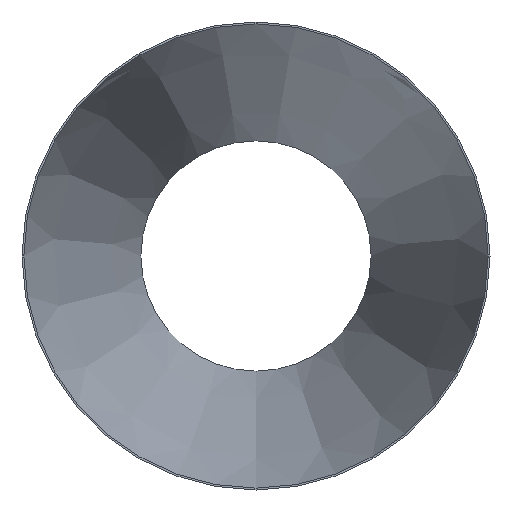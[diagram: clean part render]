
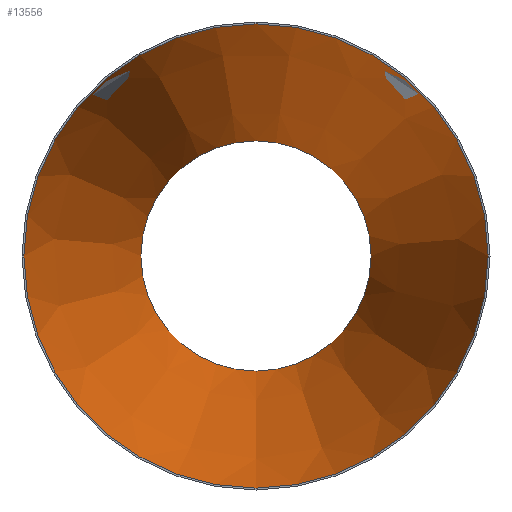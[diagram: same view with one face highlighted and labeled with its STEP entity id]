
A CAD part, front view. The second image highlights one B-rep face of the part: STEP entity #13556.
In plain terms, the highlighted conical face has half-angle 14.036 degrees and reference radius 251.938 mm.
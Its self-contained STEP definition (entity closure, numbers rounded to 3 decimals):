
#318 = AXIS2_PLACEMENT_3D ( 'NONE', #32830, #42958, #8471 ) ;
#418 = FACE_BOUND ( 'NONE', #13612, .T. ) ;
#6043 = VERTEX_POINT ( 'NONE', #25714 ) ;
#7500 = CARTESIAN_POINT ( 'NONE',  ( 0., 0., 0. ) ) ;
#8471 = DIRECTION ( 'NONE',  ( 0., 0., -1. ) ) ;
#8916 = VERTEX_POINT ( 'NONE', #22404 ) ;
#11951 = CONICAL_SURFACE ( 'NONE', #13048, 251.938, 0.245 ) ;
#13048 = AXIS2_PLACEMENT_3D ( 'NONE', #7500, #17449, #37357 ) ;
#13556 = ADVANCED_FACE ( 'NONE', ( #418, #27407 ), #11951, .F. ) ;
#13612 = EDGE_LOOP ( 'NONE', ( #19303 ) ) ;
#17449 = DIRECTION ( 'NONE',  ( 0., -1., 0. ) ) ;
#18740 = ORIENTED_EDGE ( 'NONE', *, *, #38425, .T. ) ;
#19303 = ORIENTED_EDGE ( 'NONE', *, *, #43619, .F. ) ;
#20384 = DIRECTION ( 'NONE',  ( 0., -1., 0. ) ) ;
#22404 = CARTESIAN_POINT ( 'NONE',  ( 0., 508., -124.938 ) ) ;
#24224 = AXIS2_PLACEMENT_3D ( 'NONE', #38257, #20384, #27676 ) ;
#25714 = CARTESIAN_POINT ( 'NONE',  ( 0., 0., -251.938 ) ) ;
#27407 = FACE_OUTER_BOUND ( 'NONE', #39489, .T. ) ;
#27676 = DIRECTION ( 'NONE',  ( 0., 0., -1. ) ) ;
#32830 = CARTESIAN_POINT ( 'NONE',  ( 0., 508., 0. ) ) ;
#33556 = CIRCLE ( 'NONE', #318, 124.938 ) ;
#37357 = DIRECTION ( 'NONE',  ( 0., 0., -1. ) ) ;
#38257 = CARTESIAN_POINT ( 'NONE',  ( 0., 0., 0. ) ) ;
#38425 = EDGE_CURVE ( 'NONE', #6043, #6043, #43287, .T. ) ;
#39489 = EDGE_LOOP ( 'NONE', ( #18740 ) ) ;
#42958 = DIRECTION ( 'NONE',  ( 0., -1., 0. ) ) ;
#43287 = CIRCLE ( 'NONE', #24224, 251.938 ) ;
#43619 = EDGE_CURVE ( 'NONE', #8916, #8916, #33556, .T. ) ;
